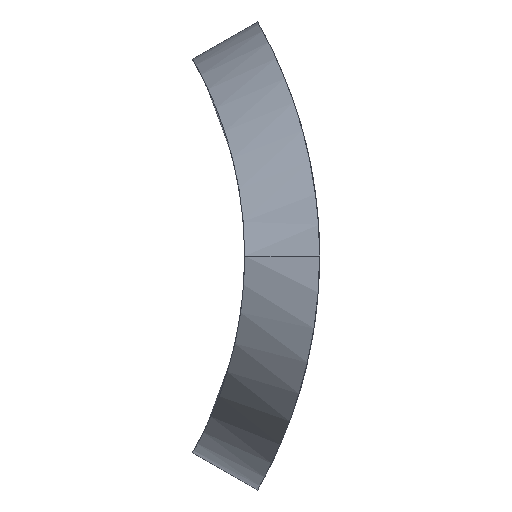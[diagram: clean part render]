
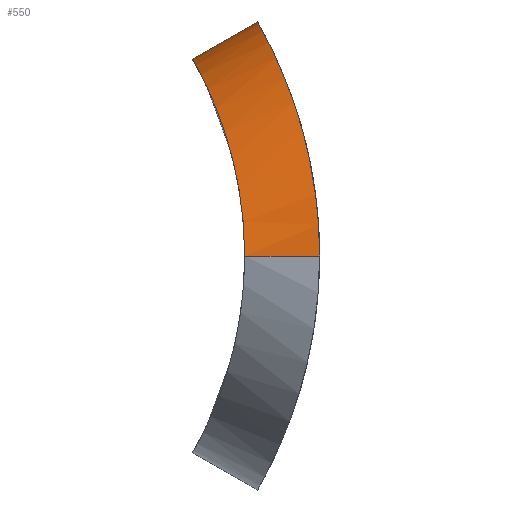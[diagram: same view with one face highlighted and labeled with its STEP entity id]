
A CAD part, left-side view. The second image highlights one B-rep face of the part: STEP entity #550.
In plain terms, the highlighted cylindrical face has radius 12.5 mm (diameter 25 mm), a partial arc.
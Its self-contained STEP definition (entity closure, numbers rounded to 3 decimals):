
#28 = CARTESIAN_POINT ( 'NONE',  ( -31.644, 0.187, 2.902 ) ) ;
#39 = CARTESIAN_POINT ( 'NONE',  ( -29.35, 1.073, 6.666 ) ) ;
#51 = CARTESIAN_POINT ( 'NONE',  ( -20., -0.681, 12.5 ) ) ;
#72 = CARTESIAN_POINT ( 'NONE',  ( -32.342, 0., 0. ) ) ;
#136 = CARTESIAN_POINT ( 'NONE',  ( -20., -6.882, 1.646 ) ) ;
#150 = CARTESIAN_POINT ( 'NONE',  ( -32.5, -4., 0. ) ) ;
#162 = LINE ( 'NONE', #1572, #2018 ) ;
#163 = EDGE_LOOP ( 'NONE', ( #1532, #1545, #1918, #2226 ) ) ;
#178 = CARTESIAN_POINT ( 'NONE',  ( -24.787, 2.34, 9.684 ) ) ;
#216 = CARTESIAN_POINT ( 'NONE',  ( -31.367, 0.296, 3.593 ) ) ;
#248 = CARTESIAN_POINT ( 'NONE',  ( -32.14, -3.782, 3.336 ) ) ;
#271 = CARTESIAN_POINT ( 'NONE',  ( -31.925, -3.66, 4.146 ) ) ;
#326 = EDGE_CURVE ( 'NONE', #2236, #1036, #2064, .T. ) ;
#359 = CARTESIAN_POINT ( 'NONE',  ( -32.447, -1.323, 0. ) ) ;
#410 = CARTESIAN_POINT ( 'NONE',  ( -28.734, -2.225, 9.296 ) ) ;
#420 = CARTESIAN_POINT ( 'NONE',  ( -30.109, -2.768, 7.817 ) ) ;
#480 = CARTESIAN_POINT ( 'NONE',  ( -32.5, -4., 0. ) ) ;
#524 = CARTESIAN_POINT ( 'NONE',  ( -21.893, 2.724, 10.396 ) ) ;
#536 = CARTESIAN_POINT ( 'NONE',  ( -26.149, 2.046, 9.088 ) ) ;
#550 = ADVANCED_FACE ( 'NONE', ( #1208 ), #1197, .T. ) ;
#555 = CARTESIAN_POINT ( 'NONE',  ( -21.683, -0.724, 12.426 ) ) ;
#566 = CARTESIAN_POINT ( 'NONE',  ( -24.126, -1.017, 11.894 ) ) ;
#588 = CARTESIAN_POINT ( 'NONE',  ( -25.685, -1.315, 11.324 ) ) ;
#599 = CARTESIAN_POINT ( 'NONE',  ( -27.79, -1.902, 10.07 ) ) ;
#755 = CARTESIAN_POINT ( 'NONE',  ( -20.38, 2.792, 10.516 ) ) ;
#778 = CARTESIAN_POINT ( 'NONE',  ( -27.453, -1.796, 10.308 ) ) ;
#789 = CARTESIAN_POINT ( 'NONE',  ( -32.5, -4., 0. ) ) ;
#905 = VERTEX_POINT ( 'NONE', #789 ) ;
#934 = CARTESIAN_POINT ( 'NONE',  ( -25.133, 2.272, 9.55 ) ) ;
#968 = CARTESIAN_POINT ( 'NONE',  ( -32.228, -3.833, 2.925 ) ) ;
#1022 = CARTESIAN_POINT ( 'NONE',  ( -32.237, 0., 0.751 ) ) ;
#1036 = VERTEX_POINT ( 'NONE', #1246 ) ;
#1081 = CARTESIAN_POINT ( 'NONE',  ( -32.5, -2.66, 0. ) ) ;
#1087 = CARTESIAN_POINT ( 'NONE',  ( -27.115, 1.799, 8.555 ) ) ;
#1099 = CARTESIAN_POINT ( 'NONE',  ( -28.564, 1.347, 7.441 ) ) ;
#1101 = CARTESIAN_POINT ( 'NONE',  ( -22.913, -0.847, 12.206 ) ) ;
#1110 = CARTESIAN_POINT ( 'NONE',  ( -28.837, 1.254, 7.19 ) ) ;
#1134 = CARTESIAN_POINT ( 'NONE',  ( -20.849, -0.681, 12.5 ) ) ;
#1144 = CARTESIAN_POINT ( 'NONE',  ( -31.001, -3.176, 6.431 ) ) ;
#1146 = EDGE_CURVE ( 'NONE', #1036, #2028, #162, .T. ) ;
#1197 = CYLINDRICAL_SURFACE ( 'NONE', #1713, 12.5 ) ;
#1204 = CARTESIAN_POINT ( 'NONE',  ( -32.5, -4., 0.848 ) ) ;
#1208 = FACE_OUTER_BOUND ( 'NONE', #163, .T. ) ;
#1223 = CARTESIAN_POINT ( 'NONE',  ( -32.342, 0., 0. ) ) ;
#1246 = CARTESIAN_POINT ( 'NONE',  ( -20., 2.792, 10.516 ) ) ;
#1263 = CARTESIAN_POINT ( 'NONE',  ( -25.815, 2.125, 9.252 ) ) ;
#1276 = CARTESIAN_POINT ( 'NONE',  ( -30.278, 0.727, 5.537 ) ) ;
#1312 = CARTESIAN_POINT ( 'NONE',  ( -26.417, -1.496, 10.962 ) ) ;
#1362 = DIRECTION ( 'NONE',  ( 0., -0.868, 0.496 ) ) ;
#1438 = EDGE_CURVE ( 'NONE', #2236, #905, #1938, .T. ) ;
#1479 = CARTESIAN_POINT ( 'NONE',  ( -20., 2.792, 10.516 ) ) ;
#1492 = CARTESIAN_POINT ( 'NONE',  ( -23.32, -0.897, 12.115 ) ) ;
#1502 = CARTESIAN_POINT ( 'NONE',  ( -29.597, -2.551, 8.445 ) ) ;
#1532 = ORIENTED_EDGE ( 'NONE', *, *, #326, .F. ) ;
#1545 = ORIENTED_EDGE ( 'NONE', *, *, #1438, .T. ) ;
#1572 = CARTESIAN_POINT ( 'NONE',  ( -20., -0.681, 12.5 ) ) ;
#1590 = B_SPLINE_CURVE_WITH_KNOTS ( 'NONE', 3,
 ( #51, #1134, #555, #1101, #1492, #566, #2231, #588, #1312, #778, #599, #2045, #410, #1502, #420, #1144, #1831, #2066, #271, #248, #968, #2291, #1204, #480 ),
 .UNSPECIFIED., .F., .F.,
 ( 4, 2, 2, 2, 2, 2, 2, 2, 2, 2, 2, 4 ),
 ( 0., 0.003, 0.004, 0.005, 0.008, 0.009, 0.01, 0.013, 0.015, 0.016, 0.018, 0.02 ),
 .UNSPECIFIED. ) ;
#1622 = CARTESIAN_POINT ( 'NONE',  ( -20.76, 2.783, 10.501 ) ) ;
#1634 = CARTESIAN_POINT ( 'NONE',  ( -23.732, 2.526, 10.039 ) ) ;
#1660 = CARTESIAN_POINT ( 'NONE',  ( -30.678, 0.568, 4.922 ) ) ;
#1713 = AXIS2_PLACEMENT_3D ( 'NONE', #136, #1362, #2097 ) ;
#1737 = CARTESIAN_POINT ( 'NONE',  ( -32.342, 0., 0. ) ) ;
#1743 = DIRECTION ( 'NONE',  ( 0., -0.868, 0.496 ) ) ;
#1802 = CARTESIAN_POINT ( 'NONE',  ( -32.079, 0.04, 1.482 ) ) ;
#1829 = CARTESIAN_POINT ( 'NONE',  ( -21.515, 2.749, 10.441 ) ) ;
#1831 = CARTESIAN_POINT ( 'NONE',  ( -31.365, -3.36, 5.698 ) ) ;
#1883 = CARTESIAN_POINT ( 'NONE',  ( -20., -0.681, 12.5 ) ) ;
#1918 = ORIENTED_EDGE ( 'NONE', *, *, #2189, .F. ) ;
#1938 =( BOUNDED_CURVE ( )  B_SPLINE_CURVE ( 3, ( #1223, #359, #1081, #150 ),
 .UNSPECIFIED., .F., .F. ) 
 B_SPLINE_CURVE_WITH_KNOTS ( ( 4, 4 ),
 ( 1.411, 1.571 ),
 .UNSPECIFIED. ) 
 CURVE ( )  GEOMETRIC_REPRESENTATION_ITEM ( )  RATIONAL_B_SPLINE_CURVE ( ( 1., 0.998, 0.998, 1. ) ) 
 REPRESENTATION_ITEM ( '' )  );
#1995 = CARTESIAN_POINT ( 'NONE',  ( -27.719, 1.621, 8.145 ) ) ;
#2018 = VECTOR ( 'NONE', #1743, 1000. ) ;
#2020 = CARTESIAN_POINT ( 'NONE',  ( -29.593, 0.984, 6.392 ) ) ;
#2028 = VERTEX_POINT ( 'NONE', #1883 ) ;
#2045 = CARTESIAN_POINT ( 'NONE',  ( -28.43, -2.116, 9.564 ) ) ;
#2064 = B_SPLINE_CURVE_WITH_KNOTS ( 'NONE', 3,
 ( #1737, #1022, #1802, #28, #216, #1660, #1276, #2020, #39, #1110, #1099, #1995, #1087, #536, #1263, #934, #178, #1634, #2165, #524, #1829, #1622, #755, #1479 ),
 .UNSPECIFIED., .F., .F.,
 ( 4, 2, 2, 2, 2, 2, 2, 2, 2, 2, 2, 4 ),
 ( 0.011, 0.013, 0.016, 0.018, 0.019, 0.02, 0.022, 0.023, 0.025, 0.027, 0.028, 0.029 ),
 .UNSPECIFIED. ) ;
#2066 = CARTESIAN_POINT ( 'NONE',  ( -31.799, -3.59, 4.542 ) ) ;
#2097 = DIRECTION ( 'NONE',  ( 0., -0.496, -0.868 ) ) ;
#2165 = CARTESIAN_POINT ( 'NONE',  ( -23.009, 2.623, 10.216 ) ) ;
#2189 = EDGE_CURVE ( 'NONE', #2028, #905, #1590, .T. ) ;
#2226 = ORIENTED_EDGE ( 'NONE', *, *, #1146, .F. ) ;
#2231 = CARTESIAN_POINT ( 'NONE',  ( -24.525, -1.086, 11.764 ) ) ;
#2236 = VERTEX_POINT ( 'NONE', #72 ) ;
#2291 = CARTESIAN_POINT ( 'NONE',  ( -32.435, -3.957, 1.686 ) ) ;
